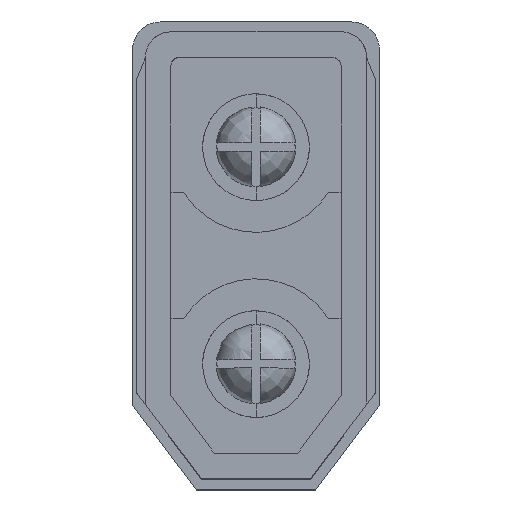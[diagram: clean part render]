
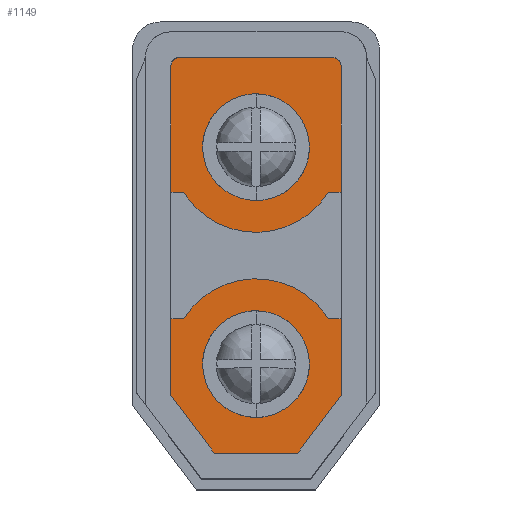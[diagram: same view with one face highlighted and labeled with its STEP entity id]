
A CAD part, top view. The second image highlights one B-rep face of the part: STEP entity #1149.
In plain terms, the highlighted planar face has unit normal (0, 0, 1).
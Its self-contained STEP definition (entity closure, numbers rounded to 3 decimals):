
#1149=ADVANCED_FACE('',(#2827,#2828,#2829),#2830,.T.);
#2827=FACE_OUTER_BOUND('',#10171,.T.);
#2828=FACE_BOUND('',#10172,.T.);
#2829=FACE_BOUND('',#10173,.T.);
#2830=PLANE('',#10174);
#10171=EDGE_LOOP('',(#17896,#17897,#17898,#17899,#17900,#17901,#17902,#17903));
#10172=EDGE_LOOP('',(#17904,#17905));
#10173=EDGE_LOOP('',(#17906,#17907));
#10174=AXIS2_PLACEMENT_3D('',#17908,#17909,#17910);
#17896=ORIENTED_EDGE('',*,*,#21677,.F.);
#17897=ORIENTED_EDGE('',*,*,#21675,.F.);
#17898=ORIENTED_EDGE('',*,*,#21673,.F.);
#17899=ORIENTED_EDGE('',*,*,#21671,.F.);
#17900=ORIENTED_EDGE('',*,*,#21669,.F.);
#17901=ORIENTED_EDGE('',*,*,#21667,.F.);
#17902=ORIENTED_EDGE('',*,*,#21665,.F.);
#17903=ORIENTED_EDGE('',*,*,#21663,.F.);
#17904=ORIENTED_EDGE('',*,*,#21678,.T.);
#17905=ORIENTED_EDGE('',*,*,#21171,.T.);
#17906=ORIENTED_EDGE('',*,*,#21679,.T.);
#17907=ORIENTED_EDGE('',*,*,#21155,.T.);
#17908=CARTESIAN_POINT('',(41.838,175.391,4.4));
#17909=DIRECTION('',(0.0,0.0,1.0));
#17910=DIRECTION('',(1.0,0.0,0.0));
#21155=EDGE_CURVE('',#24419,#24423,#24425,.T.);
#21171=EDGE_CURVE('',#24447,#24451,#24453,.T.);
#21663=EDGE_CURVE('',#25356,#25358,#25359,.T.);
#21665=EDGE_CURVE('',#25358,#25361,#25362,.T.);
#21667=EDGE_CURVE('',#25361,#25364,#25365,.T.);
#21669=EDGE_CURVE('',#25364,#25367,#25368,.T.);
#21671=EDGE_CURVE('',#25367,#25370,#25371,.T.);
#21673=EDGE_CURVE('',#25370,#25373,#25374,.T.);
#21675=EDGE_CURVE('',#25373,#25376,#25377,.T.);
#21677=EDGE_CURVE('',#25376,#25356,#25379,.T.);
#21678=EDGE_CURVE('',#24451,#24447,#25380,.T.);
#21679=EDGE_CURVE('',#24423,#24419,#25381,.T.);
#24419=VERTEX_POINT('',#32911);
#24423=VERTEX_POINT('',#32927);
#24425=(B_SPLINE_CURVE(2,(#32931,#32932,#32933,#32934,#32935),.UNSPECIFIED.,.F.,.F.)B_SPLINE_CURVE_WITH_KNOTS((3,2,3),(-3.94,-1.97,0.0),.UNSPECIFIED.)RATIONAL_B_SPLINE_CURVE((1.0,0.707,1.0,0.707,1.0))BOUNDED_CURVE()REPRESENTATION_ITEM('')GEOMETRIC_REPRESENTATION_ITEM()CURVE());
#24447=VERTEX_POINT('',#33015);
#24451=VERTEX_POINT('',#33031);
#24453=(B_SPLINE_CURVE(2,(#33035,#33036,#33037,#33038,#33039),.UNSPECIFIED.,.F.,.F.)B_SPLINE_CURVE_WITH_KNOTS((3,2,3),(-3.94,-1.97,0.0),.UNSPECIFIED.)RATIONAL_B_SPLINE_CURVE((1.0,0.707,1.0,0.707,1.0))BOUNDED_CURVE()REPRESENTATION_ITEM('')GEOMETRIC_REPRESENTATION_ITEM()CURVE());
#25356=VERTEX_POINT('',#35554);
#25358=VERTEX_POINT('',#35557);
#25359=(B_SPLINE_CURVE(2,(#35559,#35560,#35561),.UNSPECIFIED.,.F.,.F.)B_SPLINE_CURVE_WITH_KNOTS((3,3),(-50.857,-50.542),.UNSPECIFIED.)RATIONAL_B_SPLINE_CURVE((1.0,0.707,1.0))BOUNDED_CURVE()REPRESENTATION_ITEM('')GEOMETRIC_REPRESENTATION_ITEM()CURVE());
#25361=VERTEX_POINT('',#35570);
#25362=B_SPLINE_CURVE_WITH_KNOTS('',2,(#35571,#35572,#35573),.UNSPECIFIED.,.F.,.F.,(3,3),(-50.542,-48.869),.UNSPECIFIED.);
#25364=VERTEX_POINT('',#35576);
#25365=(B_SPLINE_CURVE(2,(#35578,#35579,#35580),.UNSPECIFIED.,.F.,.F.)B_SPLINE_CURVE_WITH_KNOTS((3,3),(-48.869,-48.555),.UNSPECIFIED.)RATIONAL_B_SPLINE_CURVE((1.0,0.707,1.0))BOUNDED_CURVE()REPRESENTATION_ITEM('')GEOMETRIC_REPRESENTATION_ITEM()CURVE());
#25367=VERTEX_POINT('',#35589);
#25368=B_SPLINE_CURVE_WITH_KNOTS('',2,(#35590,#35591,#35592),.UNSPECIFIED.,.F.,.F.,(3,3),(-48.555,-38.42),.UNSPECIFIED.);
#25370=VERTEX_POINT('',#35595);
#25371=B_SPLINE_CURVE_WITH_KNOTS('',2,(#35596,#35597,#35598),.UNSPECIFIED.,.F.,.F.,(3,3),(-38.42,-37.534),.UNSPECIFIED.);
#25373=VERTEX_POINT('',#35601);
#25374=B_SPLINE_CURVE_WITH_KNOTS('',2,(#35602,#35603,#35604),.UNSPECIFIED.,.F.,.F.,(3,3),(-37.534,-36.62),.UNSPECIFIED.);
#25376=VERTEX_POINT('',#35607);
#25377=B_SPLINE_CURVE_WITH_KNOTS('',2,(#35608,#35609,#35610),.UNSPECIFIED.,.F.,.F.,(3,3),(-36.62,-35.735),.UNSPECIFIED.);
#25379=B_SPLINE_CURVE_WITH_KNOTS('',2,(#35613,#35614,#35615),.UNSPECIFIED.,.F.,.F.,(3,3),(-35.735,-25.6),.UNSPECIFIED.);
#25380=(B_SPLINE_CURVE(2,(#35617,#35618,#35619,#35620,#35621),.UNSPECIFIED.,.F.,.F.)B_SPLINE_CURVE_WITH_KNOTS((3,2,3),(-7.88,-5.91,-3.94),.UNSPECIFIED.)RATIONAL_B_SPLINE_CURVE((1.0,0.707,1.0,0.707,1.0))BOUNDED_CURVE()REPRESENTATION_ITEM('')GEOMETRIC_REPRESENTATION_ITEM()CURVE());
#25381=(B_SPLINE_CURVE(2,(#35629,#35630,#35631,#35632,#35633),.UNSPECIFIED.,.F.,.F.)B_SPLINE_CURVE_WITH_KNOTS((3,2,3),(-7.88,-5.91,-3.94),.UNSPECIFIED.)RATIONAL_B_SPLINE_CURVE((1.0,0.707,1.0,0.707,1.0))BOUNDED_CURVE()REPRESENTATION_ITEM('')GEOMETRIC_REPRESENTATION_ITEM()CURVE());
#32911=CARTESIAN_POINT('',(44.338,173.383,4.4));
#32927=CARTESIAN_POINT('',(44.338,170.874,4.4));
#32931=CARTESIAN_POINT('',(44.338,173.383,4.4));
#32932=CARTESIAN_POINT('',(45.592,173.383,4.4));
#32933=CARTESIAN_POINT('',(45.592,172.129,4.4));
#32934=CARTESIAN_POINT('',(45.592,170.874,4.4));
#32935=CARTESIAN_POINT('',(44.338,170.874,4.4));
#33015=CARTESIAN_POINT('',(44.338,168.283,4.4));
#33031=CARTESIAN_POINT('',(44.338,165.774,4.4));
#33035=CARTESIAN_POINT('',(44.338,168.283,4.4));
#33036=CARTESIAN_POINT('',(45.592,168.283,4.4));
#33037=CARTESIAN_POINT('',(45.592,167.029,4.4));
#33038=CARTESIAN_POINT('',(45.592,165.774,4.4));
#33039=CARTESIAN_POINT('',(44.338,165.774,4.4));
#35554=CARTESIAN_POINT('',(42.338,174.029,4.4));
#35557=CARTESIAN_POINT('',(42.538,174.229,4.4));
#35559=CARTESIAN_POINT('',(42.338,174.029,4.4));
#35560=CARTESIAN_POINT('',(42.338,174.229,4.4));
#35561=CARTESIAN_POINT('',(42.538,174.229,4.4));
#35570=CARTESIAN_POINT('',(46.138,174.229,4.4));
#35571=CARTESIAN_POINT('',(42.538,174.229,4.4));
#35572=CARTESIAN_POINT('',(44.338,174.229,4.4));
#35573=CARTESIAN_POINT('',(46.138,174.229,4.4));
#35576=CARTESIAN_POINT('',(46.338,174.029,4.4));
#35578=CARTESIAN_POINT('',(46.138,174.229,4.4));
#35579=CARTESIAN_POINT('',(46.338,174.229,4.4));
#35580=CARTESIAN_POINT('',(46.338,174.029,4.4));
#35589=CARTESIAN_POINT('',(46.338,166.281,4.4));
#35590=CARTESIAN_POINT('',(46.338,174.029,4.4));
#35591=CARTESIAN_POINT('',(46.338,170.155,4.4));
#35592=CARTESIAN_POINT('',(46.338,166.281,4.4));
#35595=CARTESIAN_POINT('',(45.321,164.929,4.4));
#35596=CARTESIAN_POINT('',(46.338,166.281,4.4));
#35597=CARTESIAN_POINT('',(45.829,165.605,4.4));
#35598=CARTESIAN_POINT('',(45.321,164.929,4.4));
#35601=CARTESIAN_POINT('',(43.355,164.929,4.4));
#35602=CARTESIAN_POINT('',(45.321,164.929,4.4));
#35603=CARTESIAN_POINT('',(44.338,164.929,4.4));
#35604=CARTESIAN_POINT('',(43.355,164.929,4.4));
#35607=CARTESIAN_POINT('',(42.338,166.281,4.4));
#35608=CARTESIAN_POINT('',(43.355,164.929,4.4));
#35609=CARTESIAN_POINT('',(42.846,165.605,4.4));
#35610=CARTESIAN_POINT('',(42.338,166.281,4.4));
#35613=CARTESIAN_POINT('',(42.338,166.281,4.4));
#35614=CARTESIAN_POINT('',(42.338,170.155,4.4));
#35615=CARTESIAN_POINT('',(42.338,174.029,4.4));
#35617=CARTESIAN_POINT('',(44.338,165.774,4.4));
#35618=CARTESIAN_POINT('',(43.084,165.774,4.4));
#35619=CARTESIAN_POINT('',(43.084,167.029,4.4));
#35620=CARTESIAN_POINT('',(43.084,168.283,4.4));
#35621=CARTESIAN_POINT('',(44.338,168.283,4.4));
#35629=CARTESIAN_POINT('',(44.338,170.874,4.4));
#35630=CARTESIAN_POINT('',(43.084,170.874,4.4));
#35631=CARTESIAN_POINT('',(43.084,172.129,4.4));
#35632=CARTESIAN_POINT('',(43.084,173.383,4.4));
#35633=CARTESIAN_POINT('',(44.338,173.383,4.4));
